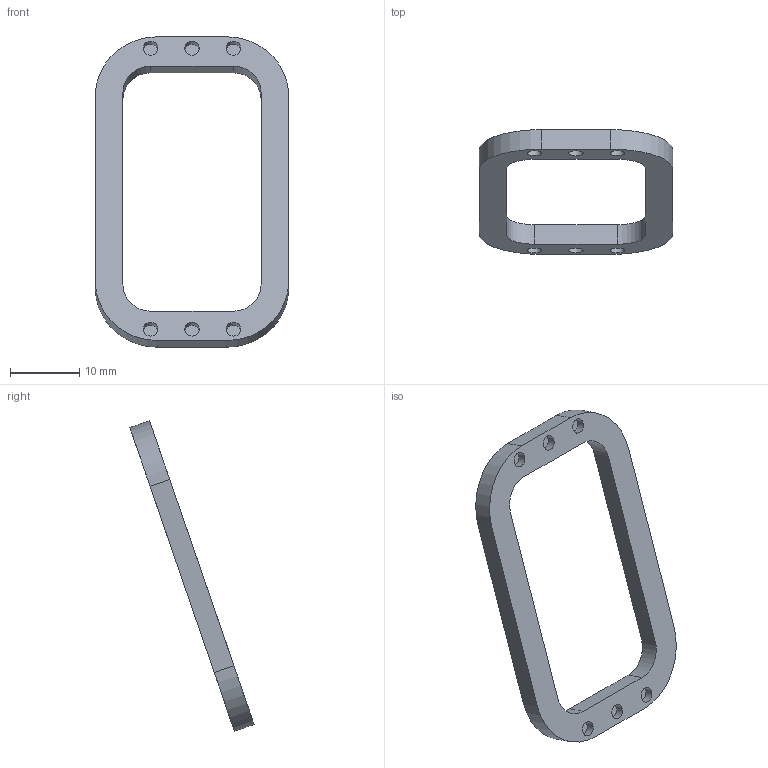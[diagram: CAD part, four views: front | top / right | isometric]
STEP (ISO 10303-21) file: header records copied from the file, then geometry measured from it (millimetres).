
FILE_DESCRIPTION(/* description */ (''),/* implementation_level */ '2;1');
FILE_NAME(/* name */ 'CoverV2-right.step',/* time_stamp */ '2022-12-12T12:49:12+08:00',/* author */ (''),/* organization */ (''),/* preprocessor_version */ 'ST-DEVELOPER v19.2',/* originating_system */ 'Autodesk Translation Framework v11.17.0.187',/* authorisation */ '');
FILE_SCHEMA (('AUTOMOTIVE_DESIGN { 1 0 10303 214 3 1 1 }'));
Length unit declared in the file: millimetre
Products named in the file (1): CoverV2-right
Bounding box: 28 x 17.98 x 44.94 mm (x, y, z)
Volume: 1461.6 mm3; surface area: 1768.9 mm2
Topology: 1 solids, 1 shells, 30 faces, 66 edges, 44 vertices
Faces by surface type: plane 16, cylinder 14
Full cylindrical faces by diameter (mm): 2.1 x6
Entity records: 875 total; most frequent: DIRECTION 156, CARTESIAN_POINT 141, ORIENTED_EDGE 132, EDGE_CURVE 66, AXIS2_PLACEMENT_3D 59, VERTEX_POINT 44, EDGE_LOOP 38, LINE 38
